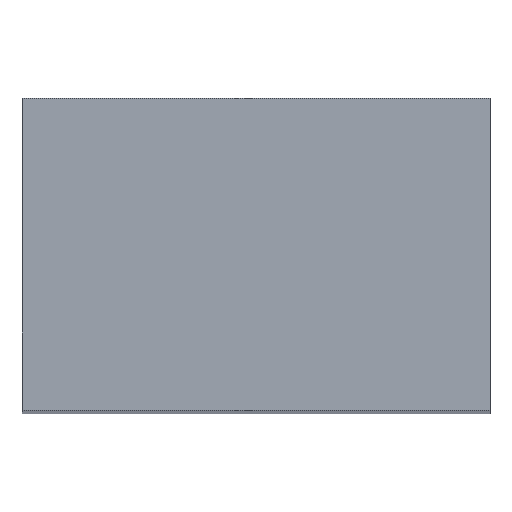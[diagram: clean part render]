
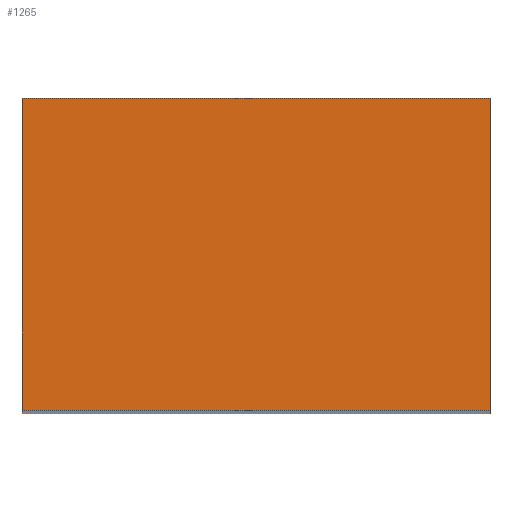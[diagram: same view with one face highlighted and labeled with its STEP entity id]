
A CAD part, top view. The second image highlights one B-rep face of the part: STEP entity #1265.
In plain terms, the highlighted planar face has unit normal (0, 0, 1).
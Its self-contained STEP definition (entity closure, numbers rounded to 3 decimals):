
#27 = ORIENTED_EDGE ( 'NONE', *, *, #79, .T. ) ;
#69 = LINE ( 'NONE', #716, #574 ) ;
#77 = ORIENTED_EDGE ( 'NONE', *, *, #156, .T. ) ;
#79 = EDGE_CURVE ( 'NONE', #297, #594, #811, .T. ) ;
#156 = EDGE_CURVE ( 'NONE', #1093, #908, #69, .T. ) ;
#181 = LINE ( 'NONE', #373, #329 ) ;
#188 = CARTESIAN_POINT ( 'NONE',  ( 0., 30., 193. ) ) ;
#191 = DIRECTION ( 'NONE',  ( 0., -1., 0. ) ) ;
#192 = EDGE_CURVE ( 'NONE', #908, #297, #199, .T. ) ;
#199 = LINE ( 'NONE', #720, #260 ) ;
#260 = VECTOR ( 'NONE', #300, 1000. ) ;
#297 = VERTEX_POINT ( 'NONE', #188 ) ;
#300 = DIRECTION ( 'NONE',  ( -1., 0., 0. ) ) ;
#329 = VECTOR ( 'NONE', #1095, 1000. ) ;
#373 = CARTESIAN_POINT ( 'NONE',  ( 0., 0., 193. ) ) ;
#385 = PLANE ( 'NONE',  #1273 ) ;
#466 = ORIENTED_EDGE ( 'NONE', *, *, #1249, .T. ) ;
#499 = DIRECTION ( 'NONE',  ( 0., 1., 0. ) ) ;
#536 = CARTESIAN_POINT ( 'NONE',  ( 45., 0., 193. ) ) ;
#570 = CARTESIAN_POINT ( 'NONE',  ( 45., 30., 193. ) ) ;
#574 = VECTOR ( 'NONE', #499, 1000. ) ;
#594 = VERTEX_POINT ( 'NONE', #1347 ) ;
#716 = CARTESIAN_POINT ( 'NONE',  ( 45., 0., 193. ) ) ;
#720 = CARTESIAN_POINT ( 'NONE',  ( 0., 30., 193. ) ) ;
#807 = DIRECTION ( 'NONE',  ( -1., 0., 0. ) ) ;
#811 = LINE ( 'NONE', #911, #1247 ) ;
#848 = ORIENTED_EDGE ( 'NONE', *, *, #192, .T. ) ;
#908 = VERTEX_POINT ( 'NONE', #570 ) ;
#911 = CARTESIAN_POINT ( 'NONE',  ( 0., 0., 193. ) ) ;
#1093 = VERTEX_POINT ( 'NONE', #536 ) ;
#1095 = DIRECTION ( 'NONE',  ( 1., 0., 0. ) ) ;
#1156 = EDGE_LOOP ( 'NONE', ( #27, #466, #77, #848 ) ) ;
#1191 = CARTESIAN_POINT ( 'NONE',  ( 0., 0., 193. ) ) ;
#1202 = DIRECTION ( 'NONE',  ( 0., 0., -1. ) ) ;
#1247 = VECTOR ( 'NONE', #191, 1000. ) ;
#1249 = EDGE_CURVE ( 'NONE', #594, #1093, #181, .T. ) ;
#1265 = ADVANCED_FACE ( 'NONE', ( #1321 ), #385, .F. ) ;
#1273 = AXIS2_PLACEMENT_3D ( 'NONE', #1191, #1202, #807 ) ;
#1321 = FACE_OUTER_BOUND ( 'NONE', #1156, .T. ) ;
#1347 = CARTESIAN_POINT ( 'NONE',  ( 0., 0., 193. ) ) ;
